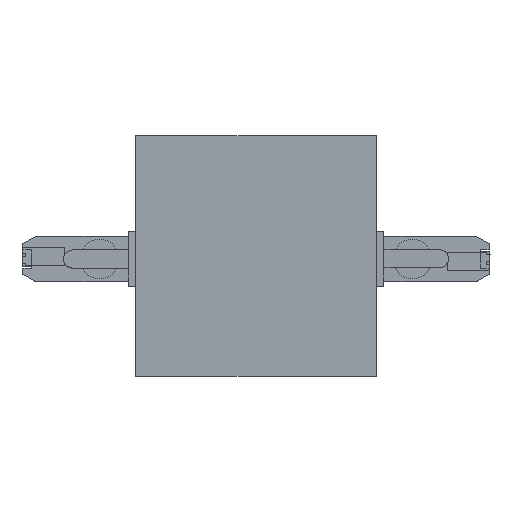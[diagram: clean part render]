
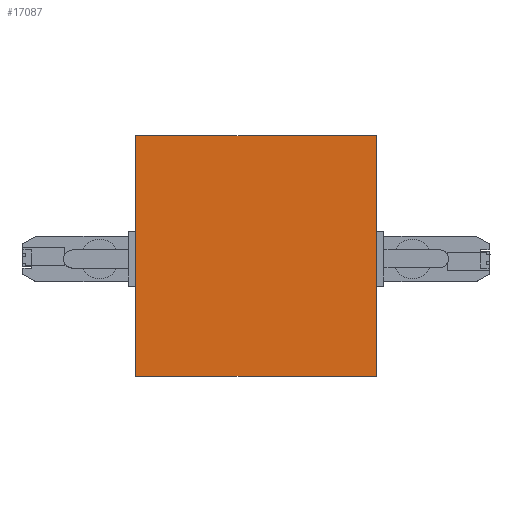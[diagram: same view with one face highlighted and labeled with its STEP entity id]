
A CAD part, top view. The second image highlights one B-rep face of the part: STEP entity #17087.
In plain terms, the highlighted planar face has unit normal (0, 0, 1).
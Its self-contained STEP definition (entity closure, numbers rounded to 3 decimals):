
#871=FACE_OUTER_BOUND('',#1722,.T.);
#1722=EDGE_LOOP('',(#15343,#15344,#15345,#15346));
#4135=LINE('',#26873,#6553);
#4136=LINE('',#26875,#6554);
#4137=LINE('',#26877,#6555);
#4138=LINE('',#26878,#6556);
#6553=VECTOR('',#22012,1000.);
#6554=VECTOR('',#22013,1000.);
#6555=VECTOR('',#22014,1000.);
#6556=VECTOR('',#22015,1000.);
#8169=VERTEX_POINT('',#26871);
#8170=VERTEX_POINT('',#26872);
#8171=VERTEX_POINT('',#26874);
#8172=VERTEX_POINT('',#26876);
#10583=EDGE_CURVE('',#8169,#8170,#4135,.T.);
#10584=EDGE_CURVE('',#8171,#8169,#4136,.T.);
#10585=EDGE_CURVE('',#8172,#8171,#4137,.T.);
#10586=EDGE_CURVE('',#8170,#8172,#4138,.T.);
#15343=ORIENTED_EDGE('',*,*,#10583,.F.);
#15344=ORIENTED_EDGE('',*,*,#10584,.F.);
#15345=ORIENTED_EDGE('',*,*,#10585,.F.);
#15346=ORIENTED_EDGE('',*,*,#10586,.F.);
#16256=PLANE('',#17946);
#17087=ADVANCED_FACE('',(#871),#16256,.T.);
#17946=AXIS2_PLACEMENT_3D('',#26870,#22010,#22011);
#22010=DIRECTION('center_axis',(0.,0.,1.));
#22011=DIRECTION('ref_axis',(1.,0.,0.));
#22012=DIRECTION('',(-1.,0.,0.));
#22013=DIRECTION('',(0.,-1.,0.));
#22014=DIRECTION('',(1.,0.,0.));
#22015=DIRECTION('',(0.,1.,0.));
#26870=CARTESIAN_POINT('Origin',(0.,0.,
0.436));
#26871=CARTESIAN_POINT('',(40.,-40.,0.436));
#26872=CARTESIAN_POINT('',(-40.,-40.,0.436));
#26873=CARTESIAN_POINT('',(40.,-40.,0.436));
#26874=CARTESIAN_POINT('',(40.,40.,0.436));
#26875=CARTESIAN_POINT('',(40.,40.,0.436));
#26876=CARTESIAN_POINT('',(-40.,40.,0.436));
#26877=CARTESIAN_POINT('',(-40.,40.,0.436));
#26878=CARTESIAN_POINT('',(-40.,-40.,0.436));
